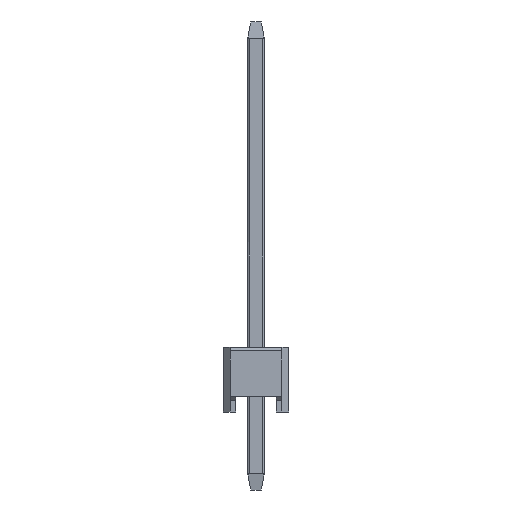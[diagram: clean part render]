
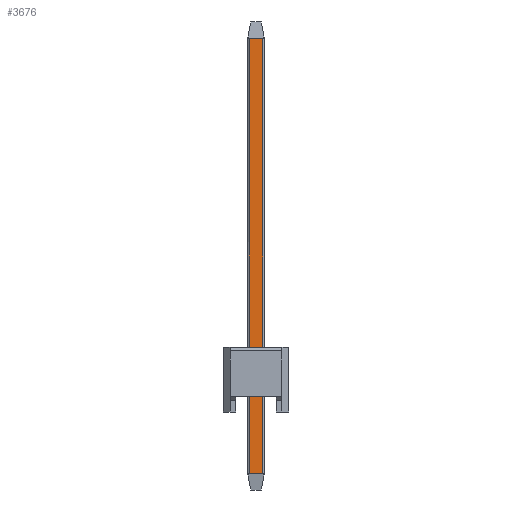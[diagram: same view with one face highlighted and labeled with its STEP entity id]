
A CAD part, left-side view. The second image highlights one B-rep face of the part: STEP entity #3676.
In plain terms, the highlighted planar face has unit normal (-1, 0, 0).
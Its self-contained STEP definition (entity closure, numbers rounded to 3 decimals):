
#234 = DIRECTION ( 'NONE',  ( 0., 0., 1. ) ) ;
#276 = VECTOR ( 'NONE', #615, 1000. ) ;
#615 = DIRECTION ( 'NONE',  ( 0., 1., 0. ) ) ;
#633 = CARTESIAN_POINT ( 'NONE',  ( -0.32, 0.32, 15. ) ) ;
#908 = DIRECTION ( 'NONE',  ( 0., 0., -1. ) ) ;
#1281 = ORIENTED_EDGE ( 'NONE', *, *, #6884, .T. ) ;
#2209 = DIRECTION ( 'NONE',  ( 0., -1., 0. ) ) ;
#2499 = PLANE ( 'NONE',  #11223 ) ;
#2545 = CARTESIAN_POINT ( 'NONE',  ( -0.32, -0.256, 15. ) ) ;
#2629 = CARTESIAN_POINT ( 'NONE',  ( -0.32, -0.256, -2.36 ) ) ;
#3137 = VERTEX_POINT ( 'NONE', #15034 ) ;
#3676 = ADVANCED_FACE ( 'NONE', ( #14155 ), #2499, .F. ) ;
#4417 = CARTESIAN_POINT ( 'NONE',  ( -0.32, 0.256, 14.36 ) ) ;
#4442 = ORIENTED_EDGE ( 'NONE', *, *, #8284, .T. ) ;
#5242 = LINE ( 'NONE', #8676, #276 ) ;
#5397 = LINE ( 'NONE', #10296, #7199 ) ;
#6200 = VECTOR ( 'NONE', #234, 1000. ) ;
#6408 = DIRECTION ( 'NONE',  ( 0., 1., 0. ) ) ;
#6607 = VERTEX_POINT ( 'NONE', #9367 ) ;
#6884 = EDGE_CURVE ( 'NONE', #7279, #6607, #14945, .T. ) ;
#7199 = VECTOR ( 'NONE', #2209, 1000. ) ;
#7279 = VERTEX_POINT ( 'NONE', #4417 ) ;
#7813 = EDGE_CURVE ( 'NONE', #3137, #7279, #5242, .T. ) ;
#7990 = EDGE_CURVE ( 'NONE', #6607, #13585, #5397, .T. ) ;
#8284 = EDGE_CURVE ( 'NONE', #13585, #3137, #13145, .T. ) ;
#8676 = CARTESIAN_POINT ( 'NONE',  ( -0.32, 0.32, 14.36 ) ) ;
#9124 = EDGE_LOOP ( 'NONE', ( #12761, #4442, #14675, #1281 ) ) ;
#9367 = CARTESIAN_POINT ( 'NONE',  ( -0.32, 0.256, -2.36 ) ) ;
#10296 = CARTESIAN_POINT ( 'NONE',  ( -0.32, 0.32, -2.36 ) ) ;
#10530 = CARTESIAN_POINT ( 'NONE',  ( -0.32, 0.256, 15. ) ) ;
#11223 = AXIS2_PLACEMENT_3D ( 'NONE', #633, #13385, #6408 ) ;
#12761 = ORIENTED_EDGE ( 'NONE', *, *, #7990, .T. ) ;
#13145 = LINE ( 'NONE', #2545, #6200 ) ;
#13385 = DIRECTION ( 'NONE',  ( 1., 0., 0. ) ) ;
#13585 = VERTEX_POINT ( 'NONE', #2629 ) ;
#14155 = FACE_OUTER_BOUND ( 'NONE', #9124, .T. ) ;
#14675 = ORIENTED_EDGE ( 'NONE', *, *, #7813, .T. ) ;
#14729 = VECTOR ( 'NONE', #908, 1000. ) ;
#14945 = LINE ( 'NONE', #10530, #14729 ) ;
#15034 = CARTESIAN_POINT ( 'NONE',  ( -0.32, -0.256, 14.36 ) ) ;
